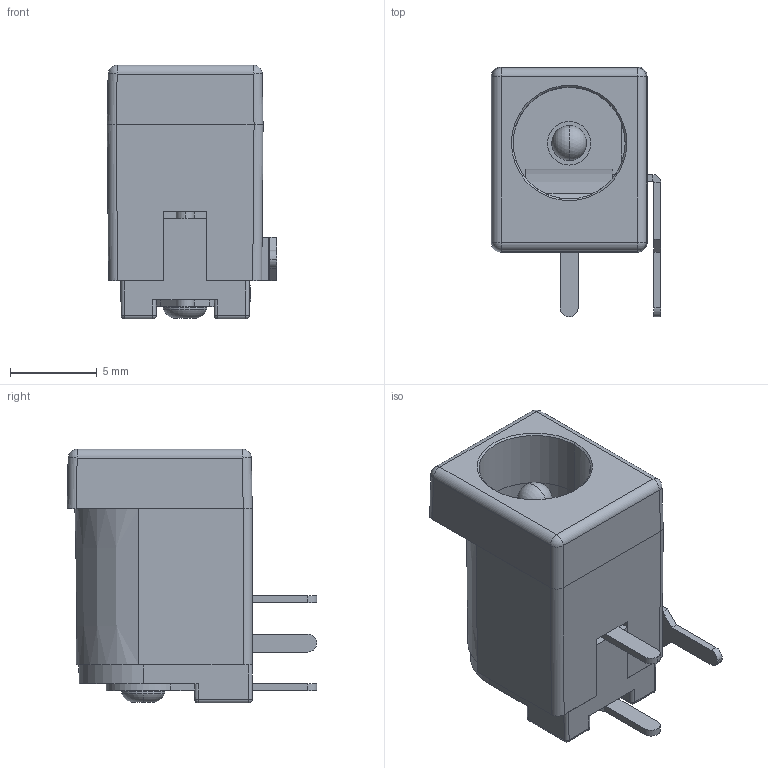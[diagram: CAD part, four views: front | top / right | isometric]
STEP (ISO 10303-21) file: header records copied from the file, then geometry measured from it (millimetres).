
FILE_DESCRIPTION(/* description */ ('STEP AP242','CAx-IF Rec.Pracs.---Representation and Presentation of Product Manufacturing Information (PMI)---4.0---2014-10-13','CAx-IF Rec.Pracs.---3D Tessellated Geometry---0.4---2014-09-14','2;1'),/* implementation_level */ '2;1');
FILE_NAME(/* name */ '66d87112d1e4d54eefa1c5a4',/* time_stamp */ '2024-09-04T14:39:14Z',/* author */ (''),/* organization */ (''),/* preprocessor_version */ 'ST-DEVELOPER v20',/* originating_system */ ' ',/* authorisation */ ' ');
FILE_SCHEMA (('AP242_MANAGED_MODEL_BASED_3D_ENGINEERING_MIM_LF { 1 0 10303 442 1 1 4 }'));
Length unit declared in the file: metre
Products named in the file (6): DC Power Jack 5.5mm x 2.1mm.STEP[2]; DC Power Jack 5.5mm x 2.1mm.STEP[6]; DC Power Jack 5.5mm x 2.1mm.STEP[4]; DC Power Jack 5.5mm x 2.1mm.STEP[3]; DC Power Jack 5.5mm x 2.1mm.STEP[5]; DC Power Jack 5.5mm x 2.1mm.STEP[1]
Bounding box: 9.77 x 14.38 x 14.62 mm (x, y, z)
Volume: 645.8 mm3; surface area: 1625.2 mm2
Topology: 6 solids, 6 shells, 201 faces, 476 edges, 279 vertices
Faces by surface type: plane 109, cylinder 66, sphere 14, torus 8, cone 4
Entity records: 5827 total; most frequent: DIRECTION 1039, CARTESIAN_POINT 952, ORIENTED_EDGE 932, EDGE_CURVE 466, AXIS2_PLACEMENT_3D 366, LINE 307, VECTOR 307, VERTEX_POINT 279
